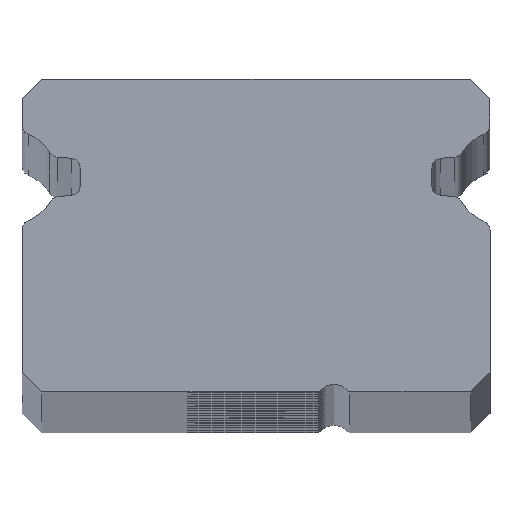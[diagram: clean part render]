
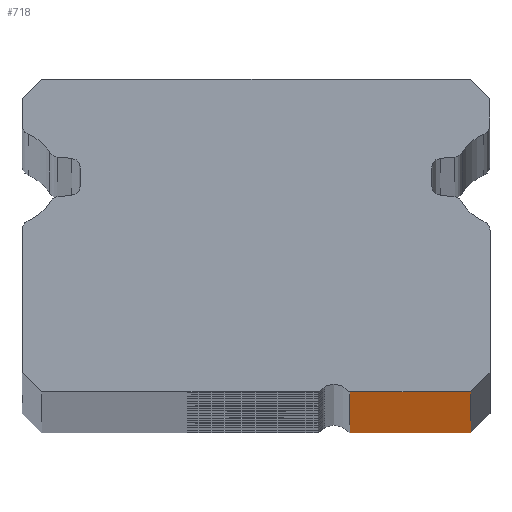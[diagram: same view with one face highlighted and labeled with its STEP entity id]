
A CAD part, top view. The second image highlights one B-rep face of the part: STEP entity #718.
In plain terms, the highlighted planar face has unit normal (0, -1, 0).
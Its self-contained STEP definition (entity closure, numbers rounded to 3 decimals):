
#204 = CARTESIAN_POINT ( 'NONE',  ( 2.393, -5.5, 300. ) ) ;
#322 = VECTOR ( 'NONE', #1729, 1000. ) ;
#518 = ORIENTED_EDGE ( 'NONE', *, *, #4348, .T. ) ;
#570 = VERTEX_POINT ( 'NONE', #2008 ) ;
#718 = ADVANCED_FACE ( 'NONE', ( #3764 ), #4735, .F. ) ;
#761 = DIRECTION ( 'NONE',  ( 0., 0., -1. ) ) ;
#791 = LINE ( 'NONE', #3031, #322 ) ;
#1031 = AXIS2_PLACEMENT_3D ( 'NONE', #4749, #5211, #3863 ) ;
#1136 = LINE ( 'NONE', #2407, #3641 ) ;
#1702 = LINE ( 'NONE', #2511, #3922 ) ;
#1729 = DIRECTION ( 'NONE',  ( 1., 0., 0. ) ) ;
#1848 = LINE ( 'NONE', #3245, #5248 ) ;
#2008 = CARTESIAN_POINT ( 'NONE',  ( 2.393, -5.5, -300. ) ) ;
#2407 = CARTESIAN_POINT ( 'NONE',  ( 2.393, -5.5, 300. ) ) ;
#2511 = CARTESIAN_POINT ( 'NONE',  ( 5.484, -5.5, 300. ) ) ;
#2692 = VERTEX_POINT ( 'NONE', #4604 ) ;
#3031 = CARTESIAN_POINT ( 'NONE',  ( 2.393, -5.5, 300. ) ) ;
#3245 = CARTESIAN_POINT ( 'NONE',  ( 2.393, -5.5, -300. ) ) ;
#3542 = VERTEX_POINT ( 'NONE', #204 ) ;
#3579 = EDGE_CURVE ( 'NONE', #4034, #2692, #1702, .T. ) ;
#3641 = VECTOR ( 'NONE', #4230, 1000. ) ;
#3764 = FACE_OUTER_BOUND ( 'NONE', #5265, .T. ) ;
#3808 = DIRECTION ( 'NONE',  ( 1., 0., 0. ) ) ;
#3863 = DIRECTION ( 'NONE',  ( 0., 0., 1. ) ) ;
#3922 = VECTOR ( 'NONE', #761, 1000. ) ;
#4034 = VERTEX_POINT ( 'NONE', #4103 ) ;
#4103 = CARTESIAN_POINT ( 'NONE',  ( 5.484, -5.5, 300. ) ) ;
#4230 = DIRECTION ( 'NONE',  ( 0., 0., -1. ) ) ;
#4326 = ORIENTED_EDGE ( 'NONE', *, *, #4486, .F. ) ;
#4348 = EDGE_CURVE ( 'NONE', #570, #2692, #1848, .T. ) ;
#4486 = EDGE_CURVE ( 'NONE', #3542, #4034, #791, .T. ) ;
#4604 = CARTESIAN_POINT ( 'NONE',  ( 5.484, -5.5, -300. ) ) ;
#4735 = PLANE ( 'NONE',  #1031 ) ;
#4749 = CARTESIAN_POINT ( 'NONE',  ( 2.393, -5.5, 300. ) ) ;
#4787 = ORIENTED_EDGE ( 'NONE', *, *, #4927, .T. ) ;
#4927 = EDGE_CURVE ( 'NONE', #3542, #570, #1136, .T. ) ;
#5211 = DIRECTION ( 'NONE',  ( 0., 1., 0. ) ) ;
#5248 = VECTOR ( 'NONE', #3808, 1000. ) ;
#5265 = EDGE_LOOP ( 'NONE', ( #518, #5443, #4326, #4787 ) ) ;
#5443 = ORIENTED_EDGE ( 'NONE', *, *, #3579, .F. ) ;
